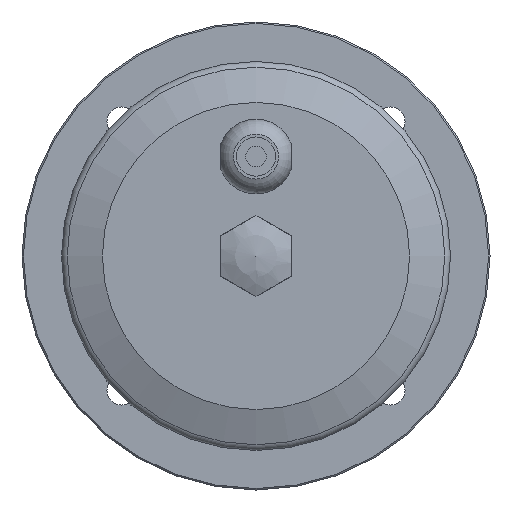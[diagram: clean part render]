
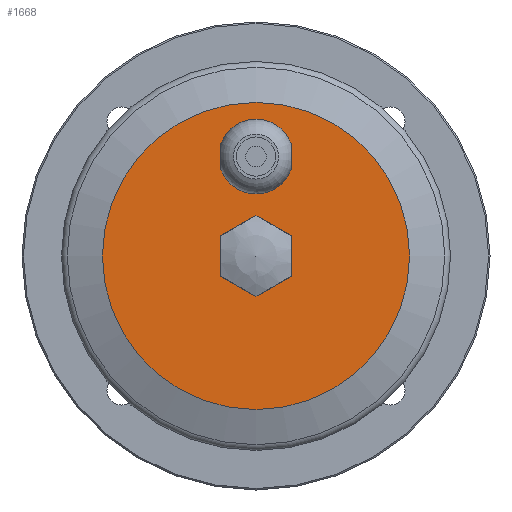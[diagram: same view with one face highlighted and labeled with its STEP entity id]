
A CAD part, left-side view. The second image highlights one B-rep face of the part: STEP entity #1668.
In plain terms, the highlighted planar face has unit normal (-1, 0, 0).
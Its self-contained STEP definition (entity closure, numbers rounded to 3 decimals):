
#29=PLANE('',#1780);
#98=LINE('',#2433,#128);
#100=LINE('',#2439,#130);
#102=LINE('',#2445,#132);
#104=LINE('',#2451,#134);
#106=LINE('',#2457,#136);
#107=LINE('',#2460,#137);
#108=LINE('',#2462,#138);
#109=LINE('',#2463,#139);
#128=VECTOR('',#1979,1000.);
#130=VECTOR('',#1985,1000.);
#132=VECTOR('',#1991,1000.);
#134=VECTOR('',#1997,1000.);
#136=VECTOR('',#2003,1000.);
#137=VECTOR('',#2008,1000.);
#138=VECTOR('',#2011,1000.);
#139=VECTOR('',#2012,1000.);
#209=ORIENTED_EDGE('',*,*,#400,.F.);
#210=ORIENTED_EDGE('',*,*,#439,.F.);
#211=ORIENTED_EDGE('',*,*,#409,.F.);
#212=ORIENTED_EDGE('',*,*,#440,.T.);
#213=ORIENTED_EDGE('',*,*,#441,.T.);
#214=ORIENTED_EDGE('',*,*,#438,.T.);
#215=ORIENTED_EDGE('',*,*,#424,.T.);
#216=ORIENTED_EDGE('',*,*,#427,.T.);
#217=ORIENTED_EDGE('',*,*,#430,.T.);
#218=ORIENTED_EDGE('',*,*,#433,.T.);
#219=ORIENTED_EDGE('',*,*,#436,.T.);
#400=EDGE_CURVE('',#521,#522,#619,.T.);
#409=EDGE_CURVE('',#529,#531,#623,.T.);
#424=EDGE_CURVE('',#537,#539,#98,.T.);
#427=EDGE_CURVE('',#539,#541,#100,.T.);
#430=EDGE_CURVE('',#541,#543,#102,.T.);
#433=EDGE_CURVE('',#543,#545,#104,.T.);
#436=EDGE_CURVE('',#545,#547,#106,.T.);
#438=EDGE_CURVE('',#547,#537,#107,.T.);
#439=EDGE_CURVE('',#531,#521,#108,.T.);
#440=EDGE_CURVE('',#529,#522,#109,.T.);
#441=EDGE_CURVE('',#548,#548,#634,.T.);
#521=VERTEX_POINT('',#2325);
#522=VERTEX_POINT('',#2326);
#529=VERTEX_POINT('',#2343);
#531=VERTEX_POINT('',#2346);
#537=VERTEX_POINT('',#2428);
#539=VERTEX_POINT('',#2432);
#541=VERTEX_POINT('',#2438);
#543=VERTEX_POINT('',#2444);
#545=VERTEX_POINT('',#2450);
#547=VERTEX_POINT('',#2456);
#548=VERTEX_POINT('',#2465);
#619=CIRCLE('',#1754,12.8);
#623=CIRCLE('',#1760,12.8);
#634=CIRCLE('',#1781,52.5);
#717=EDGE_LOOP('',(#209,#210,#211,#212));
#718=EDGE_LOOP('',(#213));
#719=EDGE_LOOP('',(#214,#215,#216,#217,#218,#219));
#877=FACE_BOUND('',#717,.T.);
#878=FACE_BOUND('',#718,.T.);
#879=FACE_BOUND('',#719,.T.);
#1668=ADVANCED_FACE('',(#877,#878,#879),#29,.T.);
#1754=AXIS2_PLACEMENT_3D('',#2324,#1939,#1940);
#1760=AXIS2_PLACEMENT_3D('',#2345,#1956,#1957);
#1780=AXIS2_PLACEMENT_3D('',#2461,#2009,#2010);
#1781=AXIS2_PLACEMENT_3D('',#2464,#2013,#2014);
#1939=DIRECTION('',(-1.,0.,0.));
#1940=DIRECTION('',(0.,0.,1.));
#1956=DIRECTION('',(-1.,0.,0.));
#1957=DIRECTION('',(0.,0.,1.));
#1979=DIRECTION('',(0.,0.866,0.5));
#1985=DIRECTION('',(0.,0.,1.));
#1991=DIRECTION('',(0.,-0.866,0.5));
#1997=DIRECTION('',(0.,-0.866,-0.5));
#2003=DIRECTION('',(0.,0.,-1.));
#2008=DIRECTION('',(0.,0.866,-0.5));
#2009=DIRECTION('',(-1.,0.,0.));
#2010=DIRECTION('',(0.,0.,1.));
#2011=DIRECTION('',(0.,0.,-1.));
#2012=DIRECTION('',(0.,0.,-1.));
#2013=DIRECTION('',(-1.,0.,0.));
#2014=DIRECTION('',(0.,0.,1.));
#2324=CARTESIAN_POINT('',(-284.5,0.,34.));
#2325=CARTESIAN_POINT('',(-284.5,12.,29.546));
#2326=CARTESIAN_POINT('',(-284.5,-12.,29.546));
#2343=CARTESIAN_POINT('',(-284.5,-12.,38.454));
#2345=CARTESIAN_POINT('',(-284.5,0.,34.));
#2346=CARTESIAN_POINT('',(-284.5,12.,38.454));
#2428=CARTESIAN_POINT('',(-284.5,0.,-13.856));
#2432=CARTESIAN_POINT('',(-284.5,12.,-6.928));
#2433=CARTESIAN_POINT('',(-284.5,0.,-13.856));
#2438=CARTESIAN_POINT('',(-284.5,12.,6.928));
#2439=CARTESIAN_POINT('',(-284.5,12.,-6.928));
#2444=CARTESIAN_POINT('',(-284.5,0.,13.856));
#2445=CARTESIAN_POINT('',(-284.5,12.,6.928));
#2450=CARTESIAN_POINT('',(-284.5,-12.,6.928));
#2451=CARTESIAN_POINT('',(-284.5,0.,13.856));
#2456=CARTESIAN_POINT('',(-284.5,-12.,-6.928));
#2457=CARTESIAN_POINT('',(-284.5,-12.,6.928));
#2460=CARTESIAN_POINT('',(-284.5,-12.,-6.928));
#2461=CARTESIAN_POINT('',(-284.5,0.,52.5));
#2462=CARTESIAN_POINT('',(-284.5,12.,38.454));
#2463=CARTESIAN_POINT('',(-284.5,-12.,38.454));
#2464=CARTESIAN_POINT('',(-284.5,0.,0.));
#2465=CARTESIAN_POINT('',(-284.5,0.,52.5));
